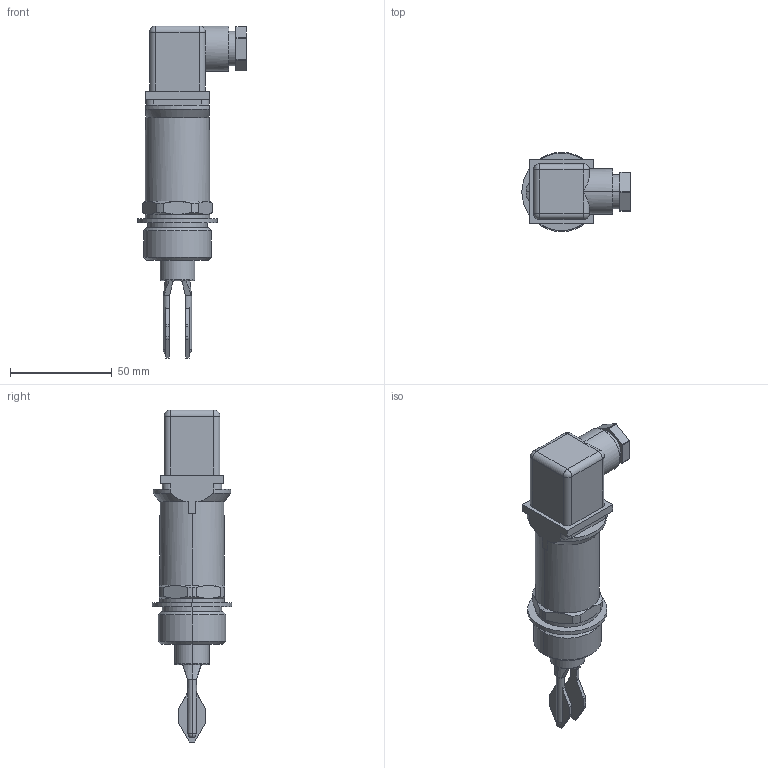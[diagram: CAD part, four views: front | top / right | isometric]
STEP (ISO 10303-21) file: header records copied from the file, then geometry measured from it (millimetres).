
FILE_DESCRIPTION((''),'2;1');
FILE_NAME('DM_CAD-6155','2018-11-20T',('creinig-se'),(''),'PRO/ENGINEER BY PARAMETRIC TECHNOLOGY CORPORATION, 2015440','PRO/ENGINEER BY PARAMETRIC TECHNOLOGY CORPORATION, 2015440','');
FILE_SCHEMA(('CONFIG_CONTROL_DESIGN'));
Length unit declared in the file: millimetre
Products named in the file (1): DM_CAD-6155
Bounding box: 53.15 x 38.9 x 162.9 mm (x, y, z)
Volume: 103347.2 mm3; surface area: 18658.3 mm2
Topology: 1 solids, 1 shells, 165 faces, 430 edges, 268 vertices
Faces by surface type: plane 80, cylinder 61, cone 14, sphere 8, torus 2
Entity records: 6469 total; most frequent: CARTESIAN_POINT 1069, DIRECTION 864, ORIENTED_EDGE 844, PRESENTATION_STYLE_ASSIGNMENT 424, STYLED_ITEM 424, CURVE_STYLE 423, EDGE_CURVE 422, AXIS2_PLACEMENT_3D 322
